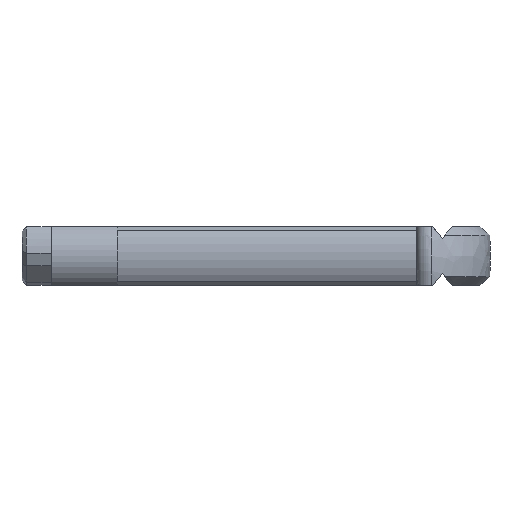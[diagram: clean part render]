
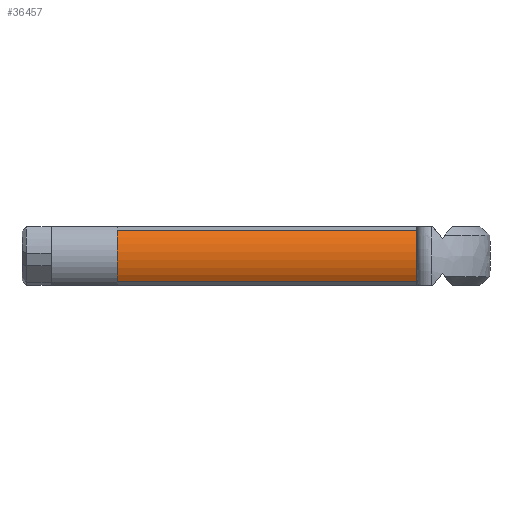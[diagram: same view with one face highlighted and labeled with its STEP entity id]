
A CAD part, front view. The second image highlights one B-rep face of the part: STEP entity #36457.
In plain terms, the highlighted cylindrical face has radius 3.3 mm (diameter 6.6 mm), a partial arc.
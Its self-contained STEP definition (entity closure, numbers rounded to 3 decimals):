
#14964 = PLANE('',#14965);
#14965 = AXIS2_PLACEMENT_3D('',#14966,#14967,#14968);
#14966 = CARTESIAN_POINT('',(-20.375,3.3,0.)
  );
#14967 = DIRECTION('',(-1.,0.,0.));
#14968 = DIRECTION('',(0.,0.,1.));
#14992 = PLANE('',#14993);
#14993 = AXIS2_PLACEMENT_3D('',#14994,#14995,#14996);
#14994 = CARTESIAN_POINT('',(-10.188,-2.561,1.878));
#14995 = DIRECTION('',(0.,-0.464,0.886
    ));
#14996 = DIRECTION('',(1.,0.,0.));
#15020 = PLANE('',#15021);
#15021 = AXIS2_PLACEMENT_3D('',#15022,#15023,#15024);
#15022 = CARTESIAN_POINT('',(0.,5.329,
    0.));
#15023 = DIRECTION('',(-1.,0.,0.));
#15024 = DIRECTION('',(0.,0.,1.));
#34425 = PLANE('',#34426);
#34426 = AXIS2_PLACEMENT_3D('',#34427,#34428,#34429);
#34427 = CARTESIAN_POINT('',(-10.188,-2.561,-1.878));
#34428 = DIRECTION('',(0.,-0.464,
    -0.886));
#34429 = DIRECTION('',(-1.,0.,0.));
#34769 = VERTEX_POINT('',#34770);
#34770 = CARTESIAN_POINT('',(-20.375,-2.795,-1.755));
#34793 = VERTEX_POINT('',#34794);
#34794 = CARTESIAN_POINT('',(0.,-2.795,
    -1.755));
#34815 = EDGE_CURVE('',#34793,#34769,#34816,.T.);
#34816 = SURFACE_CURVE('',#34817,(#34821,#34828),.PCURVE_S1.);
#34817 = LINE('',#34818,#34819);
#34818 = CARTESIAN_POINT('',(-10.188,-2.795,-1.755));
#34819 = VECTOR('',#34820,1.);
#34820 = DIRECTION('',(-1.,0.,0.));
#34821 = PCURVE('',#34425,#34822);
#34822 = DEFINITIONAL_REPRESENTATION('',(#34823),#34827);
#34823 = LINE('',#34824,#34825);
#34824 = CARTESIAN_POINT('',(0.,-0.264));
#34825 = VECTOR('',#34826,1.);
#34826 = DIRECTION('',(1.,0.));
#34827 = ( GEOMETRIC_REPRESENTATION_CONTEXT(2) 
PARAMETRIC_REPRESENTATION_CONTEXT() REPRESENTATION_CONTEXT('2D SPACE',''
  ) );
#34828 = PCURVE('',#34829,#34834);
#34829 = CYLINDRICAL_SURFACE('',#34830,3.3);
#34830 = AXIS2_PLACEMENT_3D('',#34831,#34832,#34833);
#34831 = CARTESIAN_POINT('',(-10.188,0.,
    0.));
#34832 = DIRECTION('',(1.,0.,0.));
#34833 = DIRECTION('',(0.,-1.,0.));
#34834 = DEFINITIONAL_REPRESENTATION('',(#34835),#34839);
#34835 = LINE('',#34836,#34837);
#34836 = CARTESIAN_POINT('',(6.844,0.));
#34837 = VECTOR('',#34838,1.);
#34838 = DIRECTION('',(0.,-1.));
#34839 = ( GEOMETRIC_REPRESENTATION_CONTEXT(2) 
PARAMETRIC_REPRESENTATION_CONTEXT() REPRESENTATION_CONTEXT('2D SPACE',''
  ) );
#34845 = EDGE_CURVE('',#34846,#34769,#34848,.T.);
#34846 = VERTEX_POINT('',#34847);
#34847 = CARTESIAN_POINT('',(-20.375,-2.795,1.755));
#34848 = SURFACE_CURVE('',#34849,(#34854,#34865),.PCURVE_S1.);
#34849 = CIRCLE('',#34850,3.3);
#34850 = AXIS2_PLACEMENT_3D('',#34851,#34852,#34853);
#34851 = CARTESIAN_POINT('',(-20.375,0.,
    0.));
#34852 = DIRECTION('',(1.,0.,0.));
#34853 = DIRECTION('',(0.,0.,1.));
#34854 = PCURVE('',#14964,#34855);
#34855 = DEFINITIONAL_REPRESENTATION('',(#34856),#34864);
#34856 = ( BOUNDED_CURVE() B_SPLINE_CURVE(2,(#34857,#34858,#34859,#34860
    ,#34861,#34862,#34863),.UNSPECIFIED.,.T.,.F.) 
B_SPLINE_CURVE_WITH_KNOTS((1,2,2,2,2,1),(-2.094,0.,
    2.094,4.189,6.283,8.378),
.UNSPECIFIED.) CURVE() GEOMETRIC_REPRESENTATION_ITEM() 
RATIONAL_B_SPLINE_CURVE((1.,0.5,1.,0.5,1.,0.5,1.)) REPRESENTATION_ITEM(
  '') );
#34857 = CARTESIAN_POINT('',(3.3,-3.3));
#34858 = CARTESIAN_POINT('',(3.3,-9.016));
#34859 = CARTESIAN_POINT('',(-1.65,-6.158));
#34860 = CARTESIAN_POINT('',(-6.6,-3.3));
#34861 = CARTESIAN_POINT('',(-1.65,-0.442));
#34862 = CARTESIAN_POINT('',(3.3,2.416));
#34863 = CARTESIAN_POINT('',(3.3,-3.3));
#34864 = ( GEOMETRIC_REPRESENTATION_CONTEXT(2) 
PARAMETRIC_REPRESENTATION_CONTEXT() REPRESENTATION_CONTEXT('2D SPACE',''
  ) );
#34865 = PCURVE('',#34829,#34866);
#34866 = DEFINITIONAL_REPRESENTATION('',(#34867),#34871);
#34867 = LINE('',#34868,#34869);
#34868 = CARTESIAN_POINT('',(4.712,-10.188));
#34869 = VECTOR('',#34870,1.);
#34870 = DIRECTION('',(1.,0.));
#34871 = ( GEOMETRIC_REPRESENTATION_CONTEXT(2) 
PARAMETRIC_REPRESENTATION_CONTEXT() REPRESENTATION_CONTEXT('2D SPACE',''
  ) );
#35248 = EDGE_CURVE('',#34846,#35249,#35251,.T.);
#35249 = VERTEX_POINT('',#35250);
#35250 = CARTESIAN_POINT('',(0.,-2.795,
    1.755));
#35251 = SURFACE_CURVE('',#35252,(#35256,#35263),.PCURVE_S1.);
#35252 = LINE('',#35253,#35254);
#35253 = CARTESIAN_POINT('',(-10.188,-2.795,1.755));
#35254 = VECTOR('',#35255,1.);
#35255 = DIRECTION('',(1.,0.,0.));
#35256 = PCURVE('',#14992,#35257);
#35257 = DEFINITIONAL_REPRESENTATION('',(#35258),#35262);
#35258 = LINE('',#35259,#35260);
#35259 = CARTESIAN_POINT('',(0.,-0.264));
#35260 = VECTOR('',#35261,1.);
#35261 = DIRECTION('',(1.,0.));
#35262 = ( GEOMETRIC_REPRESENTATION_CONTEXT(2) 
PARAMETRIC_REPRESENTATION_CONTEXT() REPRESENTATION_CONTEXT('2D SPACE',''
  ) );
#35263 = PCURVE('',#34829,#35264);
#35264 = DEFINITIONAL_REPRESENTATION('',(#35265),#35269);
#35265 = LINE('',#35266,#35267);
#35266 = CARTESIAN_POINT('',(5.722,0.));
#35267 = VECTOR('',#35268,1.);
#35268 = DIRECTION('',(0.,1.));
#35269 = ( GEOMETRIC_REPRESENTATION_CONTEXT(2) 
PARAMETRIC_REPRESENTATION_CONTEXT() REPRESENTATION_CONTEXT('2D SPACE',''
  ) );
#36332 = EDGE_CURVE('',#35249,#34793,#36333,.T.);
#36333 = SURFACE_CURVE('',#36334,(#36339,#36350),.PCURVE_S1.);
#36334 = CIRCLE('',#36335,3.3);
#36335 = AXIS2_PLACEMENT_3D('',#36336,#36337,#36338);
#36336 = CARTESIAN_POINT('',(0.,0.,
    0.));
#36337 = DIRECTION('',(1.,0.,0.));
#36338 = DIRECTION('',(0.,0.,1.));
#36339 = PCURVE('',#15020,#36340);
#36340 = DEFINITIONAL_REPRESENTATION('',(#36341),#36349);
#36341 = ( BOUNDED_CURVE() B_SPLINE_CURVE(2,(#36342,#36343,#36344,#36345
    ,#36346,#36347,#36348),.UNSPECIFIED.,.T.,.F.) 
B_SPLINE_CURVE_WITH_KNOTS((1,2,2,2,2,1),(-2.094,0.,
    2.094,4.189,6.283,8.378),
.UNSPECIFIED.) CURVE() GEOMETRIC_REPRESENTATION_ITEM() 
RATIONAL_B_SPLINE_CURVE((1.,0.5,1.,0.5,1.,0.5,1.)) REPRESENTATION_ITEM(
  '') );
#36342 = CARTESIAN_POINT('',(3.3,-5.329));
#36343 = CARTESIAN_POINT('',(3.3,-11.045));
#36344 = CARTESIAN_POINT('',(-1.65,-8.187));
#36345 = CARTESIAN_POINT('',(-6.6,-5.329));
#36346 = CARTESIAN_POINT('',(-1.65,-2.471));
#36347 = CARTESIAN_POINT('',(3.3,0.387));
#36348 = CARTESIAN_POINT('',(3.3,-5.329));
#36349 = ( GEOMETRIC_REPRESENTATION_CONTEXT(2) 
PARAMETRIC_REPRESENTATION_CONTEXT() REPRESENTATION_CONTEXT('2D SPACE',''
  ) );
#36350 = PCURVE('',#34829,#36351);
#36351 = DEFINITIONAL_REPRESENTATION('',(#36352),#36356);
#36352 = LINE('',#36353,#36354);
#36353 = CARTESIAN_POINT('',(4.712,10.188));
#36354 = VECTOR('',#36355,1.);
#36355 = DIRECTION('',(1.,0.));
#36356 = ( GEOMETRIC_REPRESENTATION_CONTEXT(2) 
PARAMETRIC_REPRESENTATION_CONTEXT() REPRESENTATION_CONTEXT('2D SPACE',''
  ) );
#36457 = ADVANCED_FACE('',(#36458),#34829,.T.);
#36458 = FACE_BOUND('',#36459,.T.);
#36459 = EDGE_LOOP('',(#36460,#36461,#36462,#36463));
#36460 = ORIENTED_EDGE('',*,*,#34815,.F.);
#36461 = ORIENTED_EDGE('',*,*,#36332,.F.);
#36462 = ORIENTED_EDGE('',*,*,#35248,.F.);
#36463 = ORIENTED_EDGE('',*,*,#34845,.T.);
